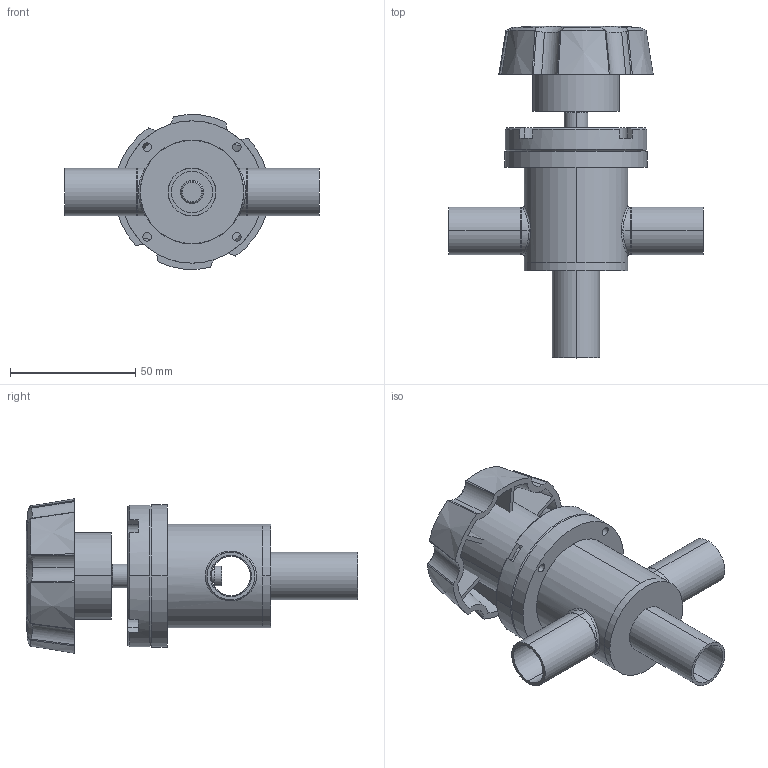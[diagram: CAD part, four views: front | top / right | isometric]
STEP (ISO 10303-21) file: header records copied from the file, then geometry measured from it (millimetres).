
FILE_DESCRIPTION (( 'STEP AP214' ), '1' );
FILE_NAME ('T-7500-H_TEE_VALVE_MANUAL.STEP', '2020-04-28T06:02:56', ( 'admin' ), ( 'Microsoft' ), 'SwSTEP 2.0', 'SolidWorks 2016', '' );
FILE_SCHEMA (( 'AUTOMOTIVE_DESIGN' ));
Length unit declared in the file: inch
Products named in the file (1): T-7500-H_TEE_VALVE_MANUAL
Bounding box: 101.6 x 132.69 x 61.84 mm (x, y, z)
Volume: 88422.8 mm3; surface area: 64436.4 mm2
Topology: 11 solids, 11 shells, 291 faces, 751 edges, 499 vertices
Faces by surface type: cylinder 123, plane 89, cone 58, bspline 20, sphere 1
Entity records: 12259 total; most frequent: CARTESIAN_POINT 5160, ORIENTED_EDGE 1502, DIRECTION 1360, EDGE_CURVE 751, AXIS2_PLACEMENT_3D 554, VERTEX_POINT 499, EDGE_LOOP 346, FACE_OUTER_BOUND 291
